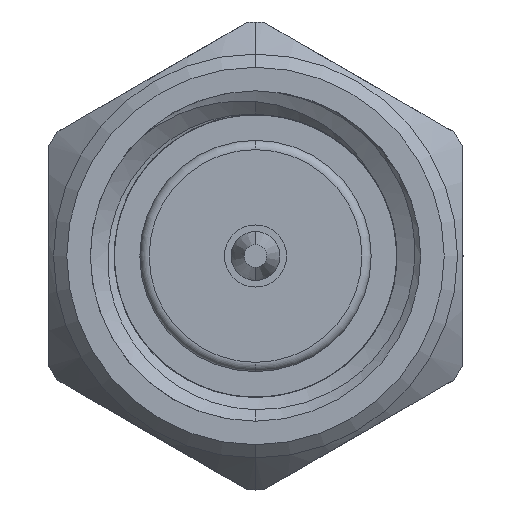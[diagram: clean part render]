
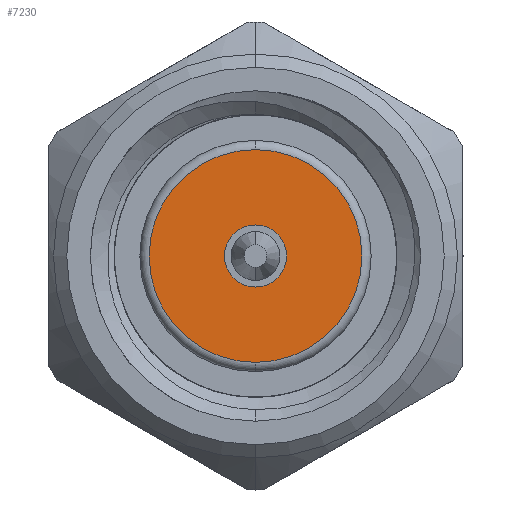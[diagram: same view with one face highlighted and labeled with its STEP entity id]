
A CAD part, left-side view. The second image highlights one B-rep face of the part: STEP entity #7230.
In plain terms, the highlighted planar face has unit normal (-1, 0, 0).
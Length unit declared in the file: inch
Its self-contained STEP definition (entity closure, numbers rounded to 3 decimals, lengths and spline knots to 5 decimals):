
#21 = DIRECTION ( 'NONE',  ( 0., 0., -1. ) ) ;
#104 = EDGE_CURVE ( 'NONE', #863, #3422, #206, .T. ) ;
#206 = CIRCLE ( 'NONE', #852, 0.0235 ) ;
#322 = DIRECTION ( 'NONE',  ( -1., 0., 0. ) ) ;
#814 = CIRCLE ( 'NONE', #4075, 0.0805 ) ;
#852 = AXIS2_PLACEMENT_3D ( 'NONE', #7158, #6543, #4102 ) ;
#863 = VERTEX_POINT ( 'NONE', #3947 ) ;
#1237 = DIRECTION ( 'NONE',  ( 1., 0., 0. ) ) ;
#1545 = CARTESIAN_POINT ( 'NONE',  ( 0.1, 0., -0.0805 ) ) ;
#2019 = DIRECTION ( 'NONE',  ( 0., 0., -1. ) ) ;
#2066 = CIRCLE ( 'NONE', #5840, 0.0235 ) ;
#2384 = AXIS2_PLACEMENT_3D ( 'NONE', #6394, #1237, #2724 ) ;
#2724 = DIRECTION ( 'NONE',  ( 0., 1., 0. ) ) ;
#3079 = CARTESIAN_POINT ( 'NONE',  ( 0.1, 0., 0. ) ) ;
#3145 = ORIENTED_EDGE ( 'NONE', *, *, #7395, .T. ) ;
#3235 = DIRECTION ( 'NONE',  ( -1., 0., 0. ) ) ;
#3422 = VERTEX_POINT ( 'NONE', #3620 ) ;
#3475 = ORIENTED_EDGE ( 'NONE', *, *, #104, .F. ) ;
#3620 = CARTESIAN_POINT ( 'NONE',  ( 0.1, 0., -0.0235 ) ) ;
#3687 = FACE_BOUND ( 'NONE', #7709, .T. ) ;
#3750 = EDGE_CURVE ( 'NONE', #4187, #4473, #4298, .T. ) ;
#3912 = FACE_OUTER_BOUND ( 'NONE', #7434, .T. ) ;
#3947 = CARTESIAN_POINT ( 'NONE',  ( 0.1, 0., 0.0235 ) ) ;
#4075 = AXIS2_PLACEMENT_3D ( 'NONE', #6595, #322, #5945 ) ;
#4102 = DIRECTION ( 'NONE',  ( 0., 0., -1. ) ) ;
#4121 = EDGE_CURVE ( 'NONE', #3422, #863, #2066, .T. ) ;
#4187 = VERTEX_POINT ( 'NONE', #7225 ) ;
#4298 = CIRCLE ( 'NONE', #7936, 0.0805 ) ;
#4473 = VERTEX_POINT ( 'NONE', #1545 ) ;
#5840 = AXIS2_PLACEMENT_3D ( 'NONE', #3079, #3235, #21 ) ;
#5869 = ORIENTED_EDGE ( 'NONE', *, *, #3750, .T. ) ;
#5945 = DIRECTION ( 'NONE',  ( 0., 0., -1. ) ) ;
#6383 = DIRECTION ( 'NONE',  ( -1., 0., 0. ) ) ;
#6394 = CARTESIAN_POINT ( 'NONE',  ( 0.1, 0., 0. ) ) ;
#6504 = CARTESIAN_POINT ( 'NONE',  ( 0.1, 0., 0. ) ) ;
#6543 = DIRECTION ( 'NONE',  ( -1., 0., 0. ) ) ;
#6587 = ORIENTED_EDGE ( 'NONE', *, *, #4121, .F. ) ;
#6595 = CARTESIAN_POINT ( 'NONE',  ( 0.1, 0., 0. ) ) ;
#7158 = CARTESIAN_POINT ( 'NONE',  ( 0.1, 0., 0. ) ) ;
#7225 = CARTESIAN_POINT ( 'NONE',  ( 0.1, 0., 0.0805 ) ) ;
#7230 = ADVANCED_FACE ( 'NONE', ( #3687, #3912 ), #7443, .F. ) ;
#7395 = EDGE_CURVE ( 'NONE', #4473, #4187, #814, .T. ) ;
#7434 = EDGE_LOOP ( 'NONE', ( #3145, #5869 ) ) ;
#7443 = PLANE ( 'NONE',  #2384 ) ;
#7709 = EDGE_LOOP ( 'NONE', ( #6587, #3475 ) ) ;
#7936 = AXIS2_PLACEMENT_3D ( 'NONE', #6504, #6383, #2019 ) ;
